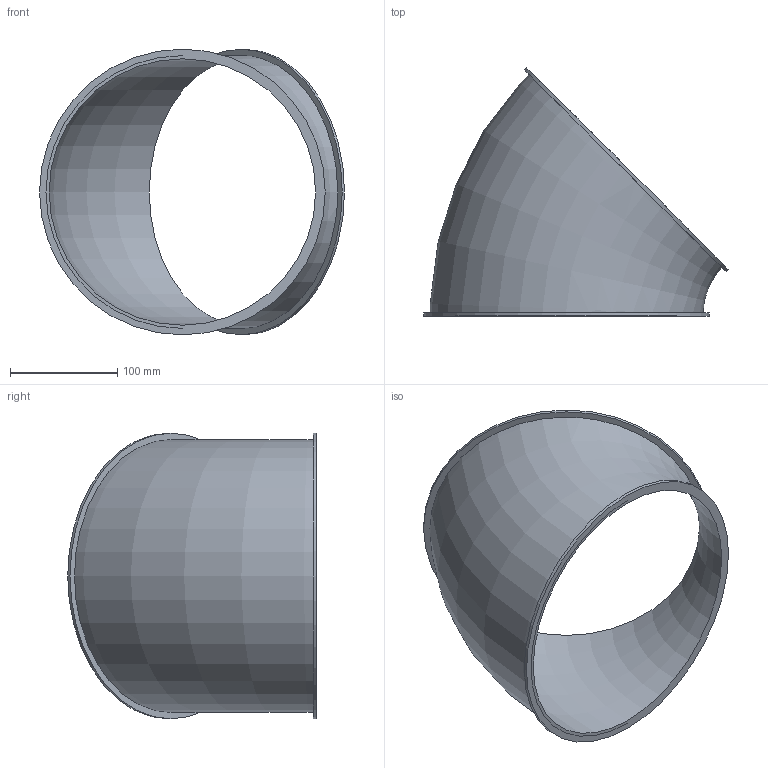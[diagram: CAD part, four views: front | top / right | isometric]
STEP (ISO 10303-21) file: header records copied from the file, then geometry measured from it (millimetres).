
FILE_DESCRIPTION(/* description */ (''),/* implementation_level */ '2;1');
FILE_NAME(/* name */ '4010015015712_DN250_3mm_45°.stp',/* time_stamp */ '2021-09-20T15:15:06+02:00',/* author */ ('rjahn'),/* organization */ (''),/* preprocessor_version */ 'ST-DEVELOPER v18',/* originating_system */ 'Autodesk Inventor 2020',/* authorisation */ '');
FILE_SCHEMA (('CONFIG_CONTROL_DESIGN'));
Length unit declared in the file: millimetre
Products named in the file (1): 4010015015712_DN250_3mm_45°
Bounding box: 285.01 x 232.28 x 267 mm (x, y, z)
Volume: 393060.2 mm3; surface area: 271937.1 mm2
Topology: 1 solids, 1 shells, 10 faces, 32 edges, 24 vertices
Faces by surface type: plane 4, cylinder 4, torus 2
Full cylindrical faces by diameter (mm): 267 x2
Entity records: 595 total; most frequent: CARTESIAN_POINT 241, ORIENTED_EDGE 68, DIRECTION 64, EDGE_CURVE 34, AXIS2_PLACEMENT_3D 31, VERTEX_POINT 24, CIRCLE 20, EDGE_LOOP 16
